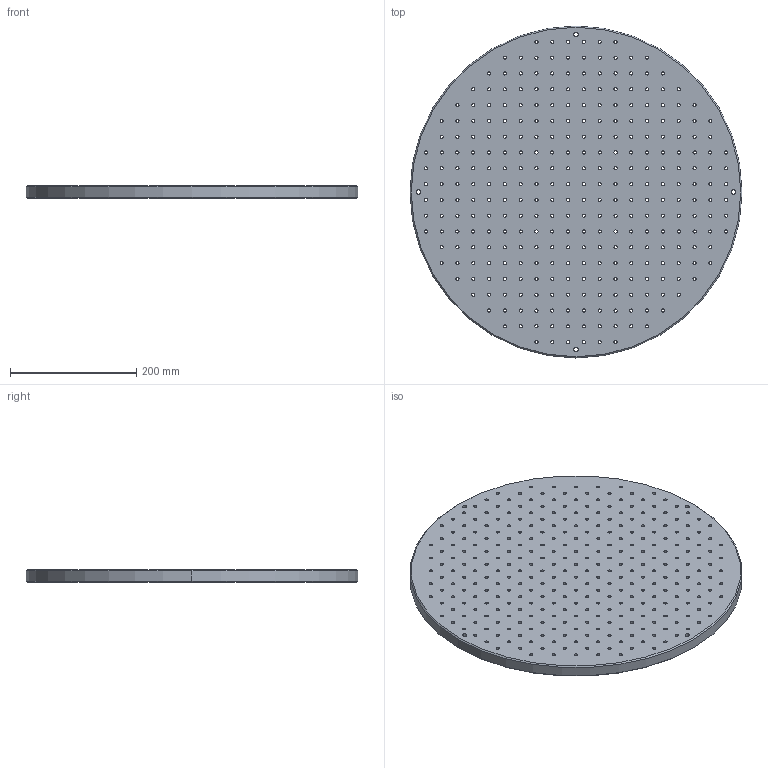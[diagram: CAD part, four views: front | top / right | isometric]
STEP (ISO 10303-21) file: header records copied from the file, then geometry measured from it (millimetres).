
FILE_DESCRIPTION (( 'STEP AP214' ), '1' );
FILE_NAME ('810KTO600-R.step', '2017-07-10T07:17:55', ( 'install' ), ( '' ), 'SwSTEP 2.0', 'SolidWorks 2015', '' );
FILE_SCHEMA (( 'AUTOMOTIVE_DESIGN' ));
Length unit declared in the file: millimetre
Products named in the file (1): 810KTO600-R
Bounding box: 525 x 525 x 20 mm (x, y, z)
Volume: 4199070.1 mm3; surface area: 548146.8 mm2
Topology: 1 solids, 1 shells, 632 faces, 1886 edges, 1256 vertices
Faces by surface type: cylinder 626, cone 4, plane 2
Entity records: 30180 total; most frequent: DIRECTION 4408, CARTESIAN_POINT 3775, ORIENTED_EDGE 3772, AXIS2_PLACEMENT_3D 1889, EDGE_CURVE 1886, CIRCLE 1256, VERTEX_POINT 1256, EDGE_LOOP 1256
